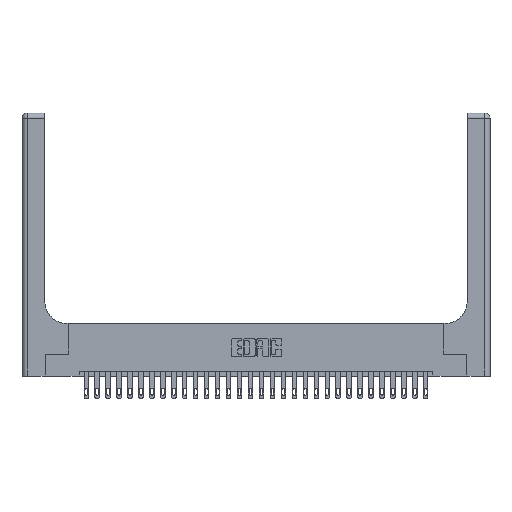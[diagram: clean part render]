
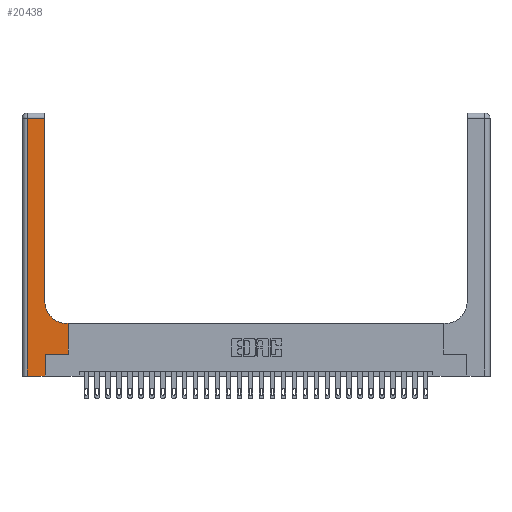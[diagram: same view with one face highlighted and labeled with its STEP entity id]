
A CAD part, top view. The second image highlights one B-rep face of the part: STEP entity #20438.
In plain terms, the highlighted planar face has unit normal (0, 0, 1).
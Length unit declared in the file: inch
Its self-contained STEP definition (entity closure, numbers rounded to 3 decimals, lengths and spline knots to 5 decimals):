
#627 = EDGE_CURVE ( 'NONE', #4883, #11748, #4263, .T. ) ;
#845 = DIRECTION ( 'NONE',  ( 1., 0., 0. ) ) ;
#2019 = ORIENTED_EDGE ( 'NONE', *, *, #16627, .T. ) ;
#3145 = LINE ( 'NONE', #26611, #18234 ) ;
#3673 = VERTEX_POINT ( 'NONE', #27276 ) ;
#4159 = VECTOR ( 'NONE', #9926, 39.37008 ) ;
#4256 = ORIENTED_EDGE ( 'NONE', *, *, #9657, .T. ) ;
#4263 = LINE ( 'NONE', #12820, #8302 ) ;
#4444 = CARTESIAN_POINT ( 'NONE',  ( 0.26, 0.85, 0.37 ) ) ;
#4594 = ORIENTED_EDGE ( 'NONE', *, *, #4960, .T. ) ;
#4741 = EDGE_CURVE ( 'NONE', #11748, #20542, #5732, .T. ) ;
#4883 = VERTEX_POINT ( 'NONE', #4444 ) ;
#4960 = EDGE_CURVE ( 'NONE', #15686, #22616, #11031, .T. ) ;
#5407 = CARTESIAN_POINT ( 'NONE',  ( 0.06, 2.94, 0.37 ) ) ;
#5732 = LINE ( 'NONE', #10079, #14500 ) ;
#5743 = LINE ( 'NONE', #14581, #11589 ) ;
#6623 = CARTESIAN_POINT ( 'NONE',  ( 0., 0., 0.37 ) ) ;
#6696 = LINE ( 'NONE', #15273, #26389 ) ;
#7034 = CARTESIAN_POINT ( 'NONE',  ( 0.26, 2.94, 0.37 ) ) ;
#7198 = EDGE_CURVE ( 'NONE', #22616, #4883, #16434, .T. ) ;
#7358 = FACE_OUTER_BOUND ( 'NONE', #10973, .T. ) ;
#7484 = DIRECTION ( 'NONE',  ( 0., -1., 0. ) ) ;
#7725 = DIRECTION ( 'NONE',  ( 0., 0., -1. ) ) ;
#7779 = VECTOR ( 'NONE', #15537, 39.37008 ) ;
#8302 = VECTOR ( 'NONE', #16932, 39.37008 ) ;
#9240 = VECTOR ( 'NONE', #17715, 39.37008 ) ;
#9605 = AXIS2_PLACEMENT_3D ( 'NONE', #12123, #18193, #22268 ) ;
#9657 = EDGE_CURVE ( 'NONE', #20542, #3673, #3145, .T. ) ;
#9926 = DIRECTION ( 'NONE',  ( 1., 0., 0. ) ) ;
#10079 = CARTESIAN_POINT ( 'NONE',  ( 0., 2.94, 0.37 ) ) ;
#10759 = EDGE_CURVE ( 'NONE', #21797, #15686, #5743, .T. ) ;
#10973 = EDGE_LOOP ( 'NONE', ( #12673, #13944, #4256, #2019, #11284, #21578, #17553, #4594, #24075 ) ) ;
#11031 = LINE ( 'NONE', #21716, #7779 ) ;
#11284 = ORIENTED_EDGE ( 'NONE', *, *, #24717, .T. ) ;
#11589 = VECTOR ( 'NONE', #20498, 39.37008 ) ;
#11748 = VERTEX_POINT ( 'NONE', #7034 ) ;
#11927 = CARTESIAN_POINT ( 'NONE',  ( 0.51, 0.6, 0.37 ) ) ;
#12123 = CARTESIAN_POINT ( 'NONE',  ( 0., 3., 0.37 ) ) ;
#12212 = CARTESIAN_POINT ( 'NONE',  ( 0.51, 0.85, 0.37 ) ) ;
#12673 = ORIENTED_EDGE ( 'NONE', *, *, #627, .T. ) ;
#12820 = CARTESIAN_POINT ( 'NONE',  ( 0.26, 3., 0.37 ) ) ;
#13944 = ORIENTED_EDGE ( 'NONE', *, *, #4741, .T. ) ;
#14500 = VECTOR ( 'NONE', #16143, 39.37008 ) ;
#14581 = CARTESIAN_POINT ( 'NONE',  ( 0.528, 0.25, 0.37 ) ) ;
#14725 = DIRECTION ( 'NONE',  ( 1., 0., 0. ) ) ;
#15273 = CARTESIAN_POINT ( 'NONE',  ( 0.265, 0.25, 0.37 ) ) ;
#15537 = DIRECTION ( 'NONE',  ( -1., 0., 0. ) ) ;
#15686 = VERTEX_POINT ( 'NONE', #23445 ) ;
#15687 = EDGE_CURVE ( 'NONE', #21440, #21797, #6696, .T. ) ;
#16143 = DIRECTION ( 'NONE',  ( -1., 0., 0. ) ) ;
#16434 = CIRCLE ( 'NONE', #24046, 0.25 ) ;
#16627 = EDGE_CURVE ( 'NONE', #3673, #25161, #23784, .T. ) ;
#16821 = CARTESIAN_POINT ( 'NONE',  ( 0.265, 0.25, 0.37 ) ) ;
#16932 = DIRECTION ( 'NONE',  ( 0., 1., 0. ) ) ;
#17553 = ORIENTED_EDGE ( 'NONE', *, *, #10759, .T. ) ;
#17715 = DIRECTION ( 'NONE',  ( 0., 1., 0. ) ) ;
#18055 = PLANE ( 'NONE',  #9605 ) ;
#18193 = DIRECTION ( 'NONE',  ( 0., 0., -1. ) ) ;
#18234 = VECTOR ( 'NONE', #7484, 39.37008 ) ;
#20438 = ADVANCED_FACE ( 'NONE', ( #7358 ), #18055, .F. ) ;
#20498 = DIRECTION ( 'NONE',  ( 0., 1., 0. ) ) ;
#20542 = VERTEX_POINT ( 'NONE', #5407 ) ;
#21440 = VERTEX_POINT ( 'NONE', #16821 ) ;
#21578 = ORIENTED_EDGE ( 'NONE', *, *, #15687, .T. ) ;
#21716 = CARTESIAN_POINT ( 'NONE',  ( 0.26, 0.6, 0.37 ) ) ;
#21797 = VERTEX_POINT ( 'NONE', #25353 ) ;
#22210 = LINE ( 'NONE', #24744, #9240 ) ;
#22268 = DIRECTION ( 'NONE',  ( -1., 0., 0. ) ) ;
#22616 = VERTEX_POINT ( 'NONE', #11927 ) ;
#23445 = CARTESIAN_POINT ( 'NONE',  ( 0.528, 0.6, 0.37 ) ) ;
#23784 = LINE ( 'NONE', #6623, #4159 ) ;
#24046 = AXIS2_PLACEMENT_3D ( 'NONE', #12212, #7725, #845 ) ;
#24075 = ORIENTED_EDGE ( 'NONE', *, *, #7198, .T. ) ;
#24580 = CARTESIAN_POINT ( 'NONE',  ( 0.265, 0., 0.37 ) ) ;
#24717 = EDGE_CURVE ( 'NONE', #25161, #21440, #22210, .T. ) ;
#24744 = CARTESIAN_POINT ( 'NONE',  ( 0.265, 0., 0.37 ) ) ;
#25161 = VERTEX_POINT ( 'NONE', #24580 ) ;
#25353 = CARTESIAN_POINT ( 'NONE',  ( 0.528, 0.25, 0.37 ) ) ;
#26389 = VECTOR ( 'NONE', #14725, 39.37008 ) ;
#26611 = CARTESIAN_POINT ( 'NONE',  ( 0.06, 3., 0.37 ) ) ;
#27276 = CARTESIAN_POINT ( 'NONE',  ( 0.06, 0., 0.37 ) ) ;
